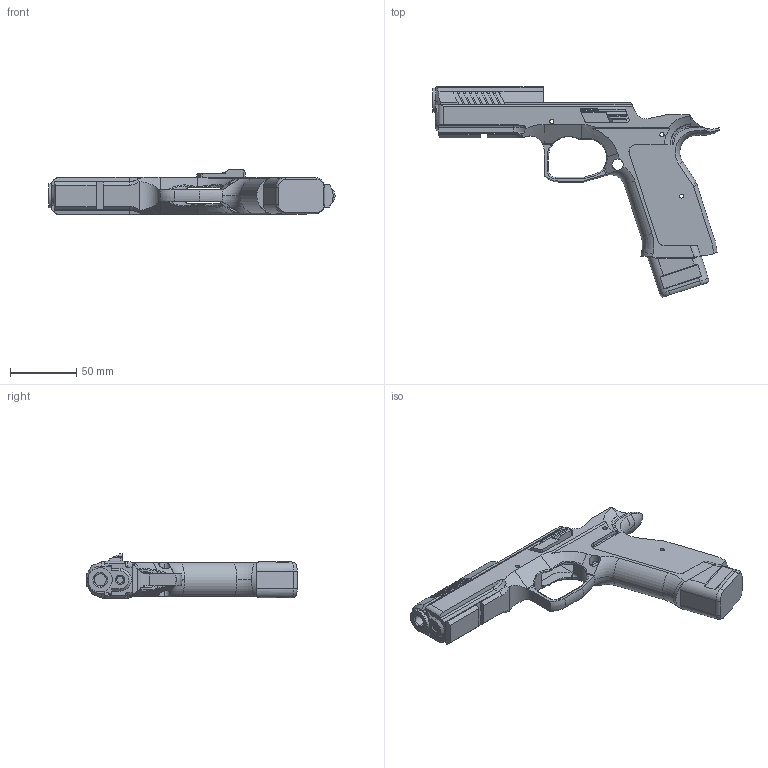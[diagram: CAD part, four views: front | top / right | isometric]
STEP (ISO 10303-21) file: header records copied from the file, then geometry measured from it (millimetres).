
FILE_DESCRIPTION (( 'STEP AP214' ), '1' );
FILE_NAME ('CZS2_grip_flat_safety.STEP', '2024-05-09T18:20:03', ( '' ), ( '' ), 'SwSTEP 2.0', 'SolidWorks 2022', '' );
FILE_SCHEMA (( 'AUTOMOTIVE_DESIGN' ));
Length unit declared in the file: millimetre
Products named in the file (1): CZS2_grip_flat_safety
Bounding box: 216.19 x 158.95 x 33.7 mm (x, y, z)
Volume: 99808.3 mm3; surface area: 68535.8 mm2
Topology: 1 solids, 1 shells, 488 faces, 1389 edges, 897 vertices
Faces by surface type: plane 267, cylinder 142, torus 34, bspline 27, cone 16, sphere 2
Entity records: 17811 total; most frequent: CARTESIAN_POINT 5361, ORIENTED_EDGE 2778, DIRECTION 2418, EDGE_CURVE 1389, VERTEX_POINT 897, LINE 880, VECTOR 880, AXIS2_PLACEMENT_3D 769
